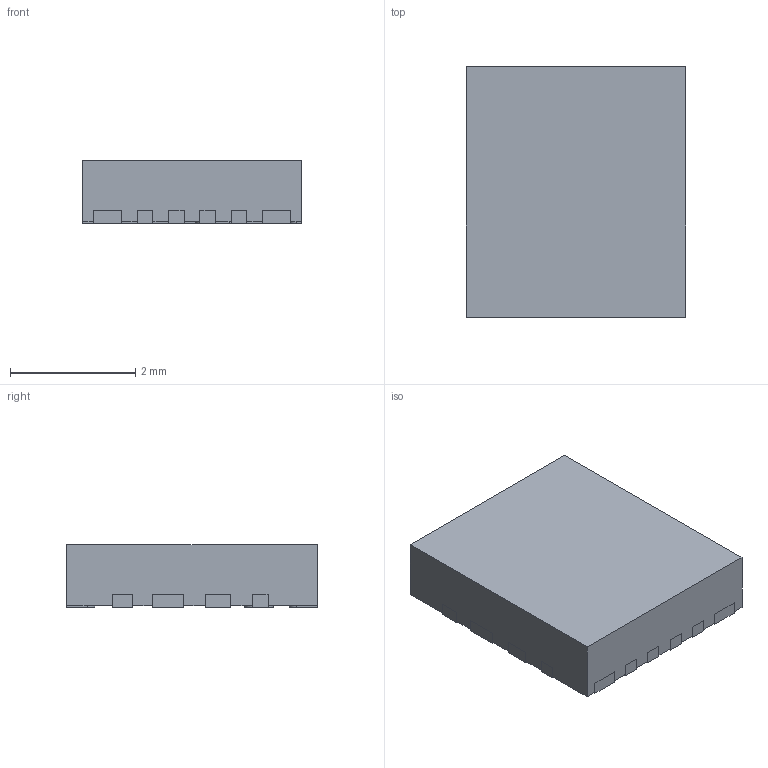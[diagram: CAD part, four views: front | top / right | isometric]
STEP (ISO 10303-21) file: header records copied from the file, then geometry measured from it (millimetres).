
FILE_DESCRIPTION((''),'2;1');
FILE_NAME('RNJ0020A_ASM','2016-01-11T',('a0412086'),(''),'PRO/ENGINEER BY PARAMETRIC TECHNOLOGY CORPORATION, 2011490','PRO/ENGINEER BY PARAMETRIC TECHNOLOGY CORPORATION, 2011490','');
FILE_SCHEMA(('AUTOMOTIVE_DESIGN { 1 0 10303 214 1 1 1 1 }'));
Length unit declared in the file: millimetre
Products named in the file (4): FRAME-RNJ0020A; BODY-QFN; PIN1-ID; RNJ0020A_ASM
Assembly tree (3 placements, depth 2):
  RNJ0020A_ASM
    FRAME-RNJ0020A
    BODY-QFN
    PIN1-ID
Bounding box: 3.5 x 4 x 1 mm (x, y, z)
Volume: 13.8 mm3; surface area: 68.1 mm2
Topology: 21 solids, 21 shells, 243 faces, 600 edges, 400 vertices
Faces by surface type: plane 187, cylinder 56
Entity records: 9763 total; most frequent: CARTESIAN_POINT 1257, DIRECTION 1212, ORIENTED_EDGE 1200, PRESENTATION_STYLE_ASSIGNMENT 641, STYLED_ITEM 621, CURVE_STYLE 600, EDGE_CURVE 600, VECTOR 488
